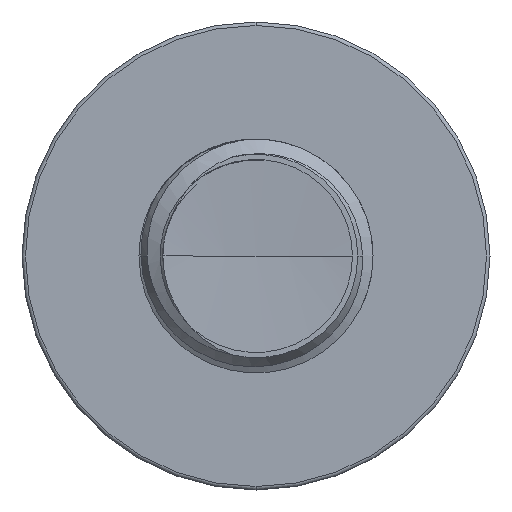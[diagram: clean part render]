
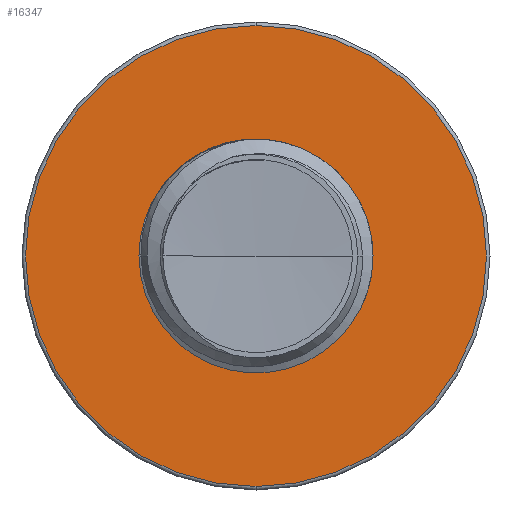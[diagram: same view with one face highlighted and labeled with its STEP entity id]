
A CAD part, front view. The second image highlights one B-rep face of the part: STEP entity #16347.
In plain terms, the highlighted planar face has unit normal (0, -1, 0).
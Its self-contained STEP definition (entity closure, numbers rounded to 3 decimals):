
#484 = CARTESIAN_POINT ( 'NONE',  ( 0., 15., 0. ) ) ;
#2543 = DIRECTION ( 'NONE',  ( 0., -1., 0. ) ) ;
#3119 = DIRECTION ( 'NONE',  ( 0., 0., -1. ) ) ;
#3644 = VERTEX_POINT ( 'NONE', #33795 ) ;
#4922 = CARTESIAN_POINT ( 'NONE',  ( 0., 15., 2.923 ) ) ;
#5197 = CARTESIAN_POINT ( 'NONE',  ( 0., 15., -2.923 ) ) ;
#7014 = CARTESIAN_POINT ( 'NONE',  ( 0., 15., 0. ) ) ;
#7219 = CARTESIAN_POINT ( 'NONE',  ( 0., 15., 2.923 ) ) ;
#7457 = AXIS2_PLACEMENT_3D ( 'NONE', #484, #18888, #3119 ) ;
#7666 = AXIS2_PLACEMENT_3D ( 'NONE', #7219, #12485, #31061 ) ;
#8104 = CIRCLE ( 'NONE', #7457, 2.923 ) ;
#8822 = CIRCLE ( 'NONE', #25074, 5.91 ) ;
#9047 = ORIENTED_EDGE ( 'NONE', *, *, #23798, .T. ) ;
#9667 = DIRECTION ( 'NONE',  ( 0., 0., -1. ) ) ;
#9861 = DIRECTION ( 'NONE',  ( 0., -1., 0. ) ) ;
#9876 = ORIENTED_EDGE ( 'NONE', *, *, #25692, .T. ) ;
#10510 = EDGE_LOOP ( 'NONE', ( #31815, #20139 ) ) ;
#12485 = DIRECTION ( 'NONE',  ( 0., -1., 0. ) ) ;
#12614 = CARTESIAN_POINT ( 'NONE',  ( 0., 15., -5.91 ) ) ;
#12866 = CIRCLE ( 'NONE', #29712, 2.923 ) ;
#16347 = ADVANCED_FACE ( 'NONE', ( #25037, #24234 ), #33551, .T. ) ;
#17309 = VERTEX_POINT ( 'NONE', #4922 ) ;
#18288 = CARTESIAN_POINT ( 'NONE',  ( 0., 15., 0. ) ) ;
#18888 = DIRECTION ( 'NONE',  ( 0., -1., 0. ) ) ;
#19420 = EDGE_CURVE ( 'NONE', #17309, #25906, #8104, .T. ) ;
#20139 = ORIENTED_EDGE ( 'NONE', *, *, #19420, .F. ) ;
#20984 = DIRECTION ( 'NONE',  ( 0., 0., -1. ) ) ;
#21995 = CIRCLE ( 'NONE', #25825, 5.91 ) ;
#23798 = EDGE_CURVE ( 'NONE', #33944, #3644, #8822, .T. ) ;
#24234 = FACE_BOUND ( 'NONE', #10510, .T. ) ;
#25037 = FACE_OUTER_BOUND ( 'NONE', #25971, .T. ) ;
#25074 = AXIS2_PLACEMENT_3D ( 'NONE', #18288, #2543, #20984 ) ;
#25257 = EDGE_CURVE ( 'NONE', #25906, #17309, #12866, .T. ) ;
#25487 = DIRECTION ( 'NONE',  ( 0., -1., 0. ) ) ;
#25690 = CARTESIAN_POINT ( 'NONE',  ( 0., 15., 0. ) ) ;
#25692 = EDGE_CURVE ( 'NONE', #3644, #33944, #21995, .T. ) ;
#25825 = AXIS2_PLACEMENT_3D ( 'NONE', #25690, #9861, #28420 ) ;
#25906 = VERTEX_POINT ( 'NONE', #5197 ) ;
#25971 = EDGE_LOOP ( 'NONE', ( #9047, #9876 ) ) ;
#28420 = DIRECTION ( 'NONE',  ( 0., 0., -1. ) ) ;
#29712 = AXIS2_PLACEMENT_3D ( 'NONE', #7014, #25487, #9667 ) ;
#31061 = DIRECTION ( 'NONE',  ( 0., 0., -1. ) ) ;
#31815 = ORIENTED_EDGE ( 'NONE', *, *, #25257, .F. ) ;
#33551 = PLANE ( 'NONE',  #7666 ) ;
#33795 = CARTESIAN_POINT ( 'NONE',  ( 0., 15., 5.91 ) ) ;
#33944 = VERTEX_POINT ( 'NONE', #12614 ) ;
